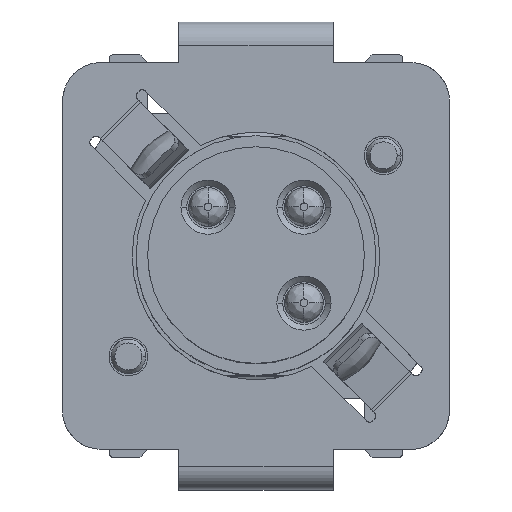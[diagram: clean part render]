
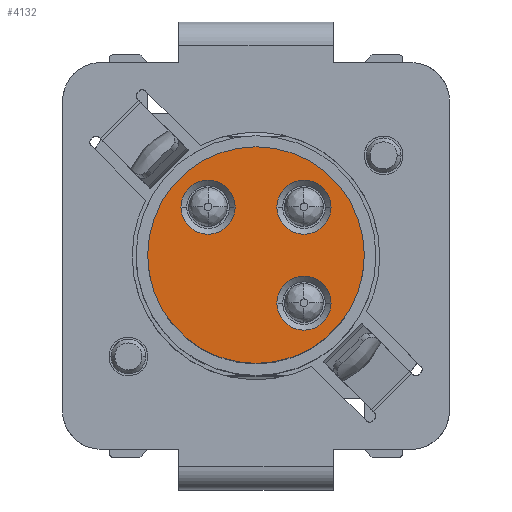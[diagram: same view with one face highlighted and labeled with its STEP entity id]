
A CAD part, top view. The second image highlights one B-rep face of the part: STEP entity #4132.
In plain terms, the highlighted planar face has unit normal (0, 0, 1).
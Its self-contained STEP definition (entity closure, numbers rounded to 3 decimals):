
#3913=AXIS2_PLACEMENT_3D('Circle Axis2P3D',#3911,#3912,$) ;
#3937=AXIS2_PLACEMENT_3D('Circle Axis2P3D',#3935,#3936,$) ;
#4072=AXIS2_PLACEMENT_3D('Plane Axis2P3D',#4069,#4070,#4071) ;
#4080=AXIS2_PLACEMENT_3D('Circle Axis2P3D',#4078,#4079,$) ;
#4089=AXIS2_PLACEMENT_3D('Circle Axis2P3D',#4087,#4088,$) ;
#4098=AXIS2_PLACEMENT_3D('Circle Axis2P3D',#4096,#4097,$) ;
#4107=AXIS2_PLACEMENT_3D('Circle Axis2P3D',#4105,#4106,$) ;
#4116=AXIS2_PLACEMENT_3D('Circle Axis2P3D',#4114,#4115,$) ;
#4125=AXIS2_PLACEMENT_3D('Circle Axis2P3D',#4123,#4124,$) ;
#3908=CARTESIAN_POINT('Vertex',(2.2,6.05,19.1)) ;
#3911=CARTESIAN_POINT('Axis2P3D Location',(5.,6.05,19.1)) ;
#3915=CARTESIAN_POINT('Vertex',(7.8,6.05,19.1)) ;
#3935=CARTESIAN_POINT('Axis2P3D Location',(5.,6.05,19.1)) ;
#4069=CARTESIAN_POINT('Axis2P3D Location',(5.,6.05,19.1)) ;
#4078=CARTESIAN_POINT('Axis2P3D Location',(6.24,4.81,19.1)) ;
#4082=CARTESIAN_POINT('Vertex',(6.94,4.81,19.1)) ;
#4084=CARTESIAN_POINT('Vertex',(5.54,4.81,19.1)) ;
#4087=CARTESIAN_POINT('Axis2P3D Location',(6.24,4.81,19.1)) ;
#4096=CARTESIAN_POINT('Axis2P3D Location',(6.24,7.29,19.1)) ;
#4100=CARTESIAN_POINT('Vertex',(6.94,7.29,19.1)) ;
#4102=CARTESIAN_POINT('Vertex',(5.54,7.29,19.1)) ;
#4105=CARTESIAN_POINT('Axis2P3D Location',(6.24,7.29,19.1)) ;
#4114=CARTESIAN_POINT('Axis2P3D Location',(3.76,7.29,19.1)) ;
#4118=CARTESIAN_POINT('Vertex',(4.46,7.29,19.1)) ;
#4120=CARTESIAN_POINT('Vertex',(3.06,7.29,19.1)) ;
#4123=CARTESIAN_POINT('Axis2P3D Location',(3.76,7.29,19.1)) ;
#3912=DIRECTION('Axis2P3D Direction',(0.,0.,1.)) ;
#3936=DIRECTION('Axis2P3D Direction',(0.,0.,1.)) ;
#4070=DIRECTION('Axis2P3D Direction',(0.,0.,-1.)) ;
#4071=DIRECTION('Axis2P3D XDirection',(-1.,0.,0.)) ;
#4079=DIRECTION('Axis2P3D Direction',(0.,0.,-1.)) ;
#4088=DIRECTION('Axis2P3D Direction',(0.,0.,-1.)) ;
#4097=DIRECTION('Axis2P3D Direction',(0.,0.,-1.)) ;
#4106=DIRECTION('Axis2P3D Direction',(0.,0.,-1.)) ;
#4115=DIRECTION('Axis2P3D Direction',(0.,0.,-1.)) ;
#4124=DIRECTION('Axis2P3D Direction',(0.,0.,-1.)) ;
#4075=ORIENTED_EDGE('',*,*,#3917,.F.) ;
#4076=ORIENTED_EDGE('',*,*,#3939,.F.) ;
#4093=ORIENTED_EDGE('',*,*,#4086,.T.) ;
#4094=ORIENTED_EDGE('',*,*,#4091,.T.) ;
#4111=ORIENTED_EDGE('',*,*,#4104,.T.) ;
#4112=ORIENTED_EDGE('',*,*,#4109,.T.) ;
#4129=ORIENTED_EDGE('',*,*,#4122,.T.) ;
#4130=ORIENTED_EDGE('',*,*,#4127,.T.) ;
#4095=FACE_BOUND('',#4092,.T.) ;
#4113=FACE_BOUND('',#4110,.T.) ;
#4131=FACE_BOUND('',#4128,.T.) ;
#4132=ADVANCED_FACE('V1',(#4077,#4095,#4113,#4131),#4073,.F.) ;
#3914=CIRCLE('generated circle',#3913,2.8) ;
#3938=CIRCLE('generated circle',#3937,2.8) ;
#4081=CIRCLE('generated circle',#4080,0.7) ;
#4090=CIRCLE('generated circle',#4089,0.7) ;
#4099=CIRCLE('generated circle',#4098,0.7) ;
#4108=CIRCLE('generated circle',#4107,0.7) ;
#4117=CIRCLE('generated circle',#4116,0.7) ;
#4126=CIRCLE('generated circle',#4125,0.7) ;
#3917=EDGE_CURVE('',#3909,#3916,#3914,.F.) ;
#3939=EDGE_CURVE('',#3916,#3909,#3938,.F.) ;
#4086=EDGE_CURVE('',#4083,#4085,#4081,.T.) ;
#4091=EDGE_CURVE('',#4085,#4083,#4090,.T.) ;
#4104=EDGE_CURVE('',#4101,#4103,#4099,.T.) ;
#4109=EDGE_CURVE('',#4103,#4101,#4108,.T.) ;
#4122=EDGE_CURVE('',#4119,#4121,#4117,.T.) ;
#4127=EDGE_CURVE('',#4121,#4119,#4126,.T.) ;
#4074=EDGE_LOOP('',(#4075,#4076)) ;
#4092=EDGE_LOOP('',(#4093,#4094)) ;
#4110=EDGE_LOOP('',(#4111,#4112)) ;
#4128=EDGE_LOOP('',(#4129,#4130)) ;
#4077=FACE_OUTER_BOUND('',#4074,.T.) ;
#4073=PLANE('',#4072) ;
#3909=VERTEX_POINT('',#3908) ;
#3916=VERTEX_POINT('',#3915) ;
#4083=VERTEX_POINT('',#4082) ;
#4085=VERTEX_POINT('',#4084) ;
#4101=VERTEX_POINT('',#4100) ;
#4103=VERTEX_POINT('',#4102) ;
#4119=VERTEX_POINT('',#4118) ;
#4121=VERTEX_POINT('',#4120) ;
